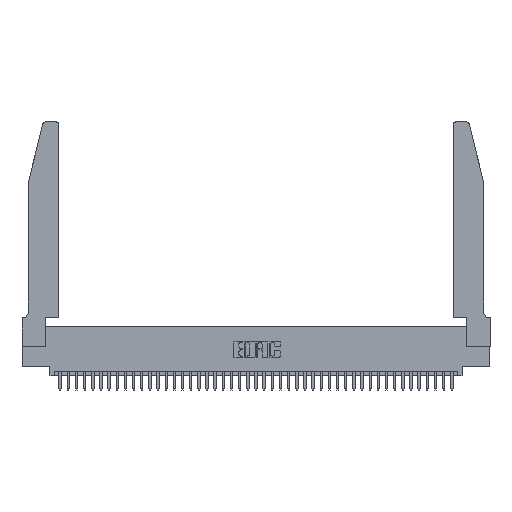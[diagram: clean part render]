
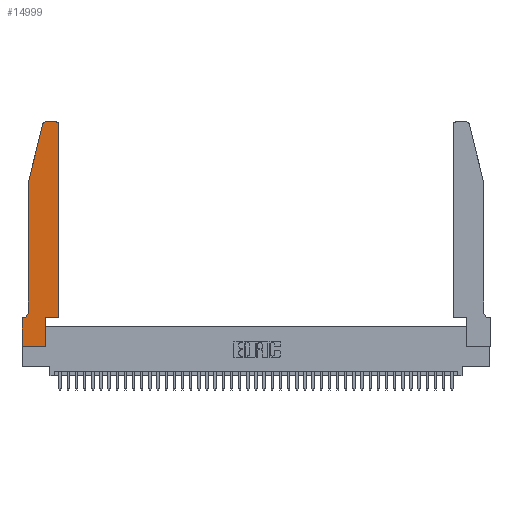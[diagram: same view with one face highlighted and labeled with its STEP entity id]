
A CAD part, top view. The second image highlights one B-rep face of the part: STEP entity #14999.
In plain terms, the highlighted planar face has unit normal (0, 0, 1).
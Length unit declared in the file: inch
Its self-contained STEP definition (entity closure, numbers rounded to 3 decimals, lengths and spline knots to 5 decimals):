
#26 = VECTOR ( 'NONE', #16311, 39.37008 ) ;
#285 = DIRECTION ( 'NONE',  ( 0., 0., 1. ) ) ;
#319 = DIRECTION ( 'NONE',  ( 0., 0., 1. ) ) ;
#654 = EDGE_LOOP ( 'NONE', ( #22202, #31860, #12843, #41324, #13204, #16925, #35019, #3399, #8952, #21237, #22268, #40250 ) ) ;
#719 = EDGE_CURVE ( 'NONE', #22271, #20691, #19101, .T. ) ;
#1065 = LINE ( 'NONE', #13029, #26 ) ;
#1413 = CARTESIAN_POINT ( 'NONE',  ( 0.284, 2.75, 0.37 ) ) ;
#2814 = DIRECTION ( 'NONE',  ( 1., 0., 0. ) ) ;
#2906 = CARTESIAN_POINT ( 'NONE',  ( 0.2865, 0., 0.37 ) ) ;
#3399 = ORIENTED_EDGE ( 'NONE', *, *, #11920, .T. ) ;
#3584 = LINE ( 'NONE', #35728, #21104 ) ;
#4065 = VERTEX_POINT ( 'NONE', #10414 ) ;
#4123 = CIRCLE ( 'NONE', #31619, 0.07 ) ;
#4706 = VECTOR ( 'NONE', #10802, 39.37008 ) ;
#5278 = AXIS2_PLACEMENT_3D ( 'NONE', #20051, #285, #23348 ) ;
#5343 = CARTESIAN_POINT ( 'NONE',  ( 0., 0.35, 0.37 ) ) ;
#5621 = EDGE_CURVE ( 'NONE', #27708, #4065, #22694, .T. ) ;
#6785 = EDGE_CURVE ( 'NONE', #35735, #26167, #3584, .T. ) ;
#7095 = EDGE_CURVE ( 'NONE', #4065, #22271, #34946, .T. ) ;
#8128 = LINE ( 'NONE', #16752, #16850 ) ;
#8228 = DIRECTION ( 'NONE',  ( 0., 0., 1. ) ) ;
#8952 = ORIENTED_EDGE ( 'NONE', *, *, #33446, .T. ) ;
#9782 = CARTESIAN_POINT ( 'NONE',  ( 0.0055, 0.35, 0.37 ) ) ;
#9796 = VECTOR ( 'NONE', #28656, 39.37008 ) ;
#10414 = CARTESIAN_POINT ( 'NONE',  ( 0.25487, 2.72718, 0.37 ) ) ;
#10802 = DIRECTION ( 'NONE',  ( -1., 0., 0. ) ) ;
#11061 = CARTESIAN_POINT ( 'NONE',  ( 0.0755, 2., 0.37 ) ) ;
#11324 = CARTESIAN_POINT ( 'NONE',  ( 0.4505, 0.35, 0.37 ) ) ;
#11702 = VERTEX_POINT ( 'NONE', #11324 ) ;
#11920 = EDGE_CURVE ( 'NONE', #26167, #21457, #30253, .T. ) ;
#12709 = DIRECTION ( 'NONE',  ( 0., 0., -1. ) ) ;
#12825 = VECTOR ( 'NONE', #35518, 39.37008 ) ;
#12843 = ORIENTED_EDGE ( 'NONE', *, *, #7095, .T. ) ;
#13029 = CARTESIAN_POINT ( 'NONE',  ( 0.2865, 0.35, 0.37 ) ) ;
#13204 = ORIENTED_EDGE ( 'NONE', *, *, #39409, .T. ) ;
#13465 = EDGE_CURVE ( 'NONE', #15917, #27708, #8128, .T. ) ;
#14999 = ADVANCED_FACE ( 'NONE', ( #25950 ), #21283, .T. ) ;
#15038 = VECTOR ( 'NONE', #2814, 39.37008 ) ;
#15917 = VERTEX_POINT ( 'NONE', #25935 ) ;
#16102 = CARTESIAN_POINT ( 'NONE',  ( 0.0755, 2., 0.37 ) ) ;
#16311 = DIRECTION ( 'NONE',  ( 0., 1., 0. ) ) ;
#16752 = CARTESIAN_POINT ( 'NONE',  ( 0.2605, 2.75, 0.37 ) ) ;
#16850 = VECTOR ( 'NONE', #23351, 39.37008 ) ;
#16925 = ORIENTED_EDGE ( 'NONE', *, *, #24626, .T. ) ;
#17645 = DIRECTION ( 'NONE',  ( -0.239, -0.971, 0. ) ) ;
#17896 = CARTESIAN_POINT ( 'NONE',  ( 0.4505, 2.72, 0.37 ) ) ;
#17991 = CARTESIAN_POINT ( 'NONE',  ( 0., 0.35, 0.37 ) ) ;
#18531 = LINE ( 'NONE', #35114, #9796 ) ;
#18600 = EDGE_CURVE ( 'NONE', #11702, #41529, #18531, .T. ) ;
#18988 = CARTESIAN_POINT ( 'NONE',  ( 0.0755, 0.42, 0.37 ) ) ;
#19101 = LINE ( 'NONE', #16102, #35512 ) ;
#19381 = DIRECTION ( 'NONE',  ( 0., -1., 0. ) ) ;
#20051 = CARTESIAN_POINT ( 'NONE',  ( 0.284, 2.72, 0.37 ) ) ;
#20084 = CARTESIAN_POINT ( 'NONE',  ( 0.4205, 2.72, 0.37 ) ) ;
#20355 = AXIS2_PLACEMENT_3D ( 'NONE', #20084, #319, #23382 ) ;
#20691 = VERTEX_POINT ( 'NONE', #18988 ) ;
#21016 = CARTESIAN_POINT ( 'NONE',  ( 0.0755, 2., 0.37 ) ) ;
#21104 = VECTOR ( 'NONE', #19381, 39.37008 ) ;
#21237 = ORIENTED_EDGE ( 'NONE', *, *, #24370, .T. ) ;
#21283 = PLANE ( 'NONE',  #21422 ) ;
#21422 = AXIS2_PLACEMENT_3D ( 'NONE', #17991, #8228, #31157 ) ;
#21457 = VERTEX_POINT ( 'NONE', #2906 ) ;
#22202 = ORIENTED_EDGE ( 'NONE', *, *, #13465, .T. ) ;
#22268 = ORIENTED_EDGE ( 'NONE', *, *, #18600, .T. ) ;
#22271 = VERTEX_POINT ( 'NONE', #21016 ) ;
#22687 = DIRECTION ( 'NONE',  ( 0., -1., 0. ) ) ;
#22694 = CIRCLE ( 'NONE', #5278, 0.03 ) ;
#23348 = DIRECTION ( 'NONE',  ( 1., 0., 0. ) ) ;
#23351 = DIRECTION ( 'NONE',  ( -1., 0., 0. ) ) ;
#23382 = DIRECTION ( 'NONE',  ( 1., 0., 0. ) ) ;
#24370 = EDGE_CURVE ( 'NONE', #39281, #11702, #42178, .T. ) ;
#24626 = EDGE_CURVE ( 'NONE', #38387, #35735, #30907, .T. ) ;
#25185 = VECTOR ( 'NONE', #17645, 39.37008 ) ;
#25725 = CARTESIAN_POINT ( 'NONE',  ( 0., 0., 0.37 ) ) ;
#25935 = CARTESIAN_POINT ( 'NONE',  ( 0.4205, 2.75, 0.37 ) ) ;
#25950 = FACE_OUTER_BOUND ( 'NONE', #654, .T. ) ;
#26167 = VERTEX_POINT ( 'NONE', #25725 ) ;
#26993 = CARTESIAN_POINT ( 'NONE',  ( 0.0755, 0.35, 0.37 ) ) ;
#27708 = VERTEX_POINT ( 'NONE', #1413 ) ;
#28656 = DIRECTION ( 'NONE',  ( 0., 1., 0. ) ) ;
#28926 = CARTESIAN_POINT ( 'NONE',  ( 0., 0., 0.37 ) ) ;
#30253 = LINE ( 'NONE', #28926, #12825 ) ;
#30907 = LINE ( 'NONE', #26993, #4706 ) ;
#31157 = DIRECTION ( 'NONE',  ( 1., 0., 0. ) ) ;
#31619 = AXIS2_PLACEMENT_3D ( 'NONE', #32344, #12709, #35650 ) ;
#31860 = ORIENTED_EDGE ( 'NONE', *, *, #5621, .T. ) ;
#31943 = CIRCLE ( 'NONE', #20355, 0.03 ) ;
#32344 = CARTESIAN_POINT ( 'NONE',  ( 0.0055, 0.42, 0.37 ) ) ;
#32843 = EDGE_CURVE ( 'NONE', #41529, #15917, #31943, .T. ) ;
#33446 = EDGE_CURVE ( 'NONE', #21457, #39281, #1065, .T. ) ;
#34805 = CARTESIAN_POINT ( 'NONE',  ( 0.2865, 0.35, 0.37 ) ) ;
#34946 = LINE ( 'NONE', #11061, #25185 ) ;
#35019 = ORIENTED_EDGE ( 'NONE', *, *, #6785, .T. ) ;
#35114 = CARTESIAN_POINT ( 'NONE',  ( 0.4505, 0.35, 0.37 ) ) ;
#35512 = VECTOR ( 'NONE', #22687, 39.37008 ) ;
#35518 = DIRECTION ( 'NONE',  ( 1., 0., 0. ) ) ;
#35650 = DIRECTION ( 'NONE',  ( -1., 0., 0. ) ) ;
#35728 = CARTESIAN_POINT ( 'NONE',  ( 0., 0., 0.37 ) ) ;
#35735 = VERTEX_POINT ( 'NONE', #5343 ) ;
#38387 = VERTEX_POINT ( 'NONE', #9782 ) ;
#38903 = CARTESIAN_POINT ( 'NONE',  ( 0.4505, 0.35, 0.37 ) ) ;
#39281 = VERTEX_POINT ( 'NONE', #34805 ) ;
#39409 = EDGE_CURVE ( 'NONE', #20691, #38387, #4123, .T. ) ;
#40250 = ORIENTED_EDGE ( 'NONE', *, *, #32843, .T. ) ;
#41324 = ORIENTED_EDGE ( 'NONE', *, *, #719, .T. ) ;
#41529 = VERTEX_POINT ( 'NONE', #17896 ) ;
#42178 = LINE ( 'NONE', #38903, #15038 ) ;
